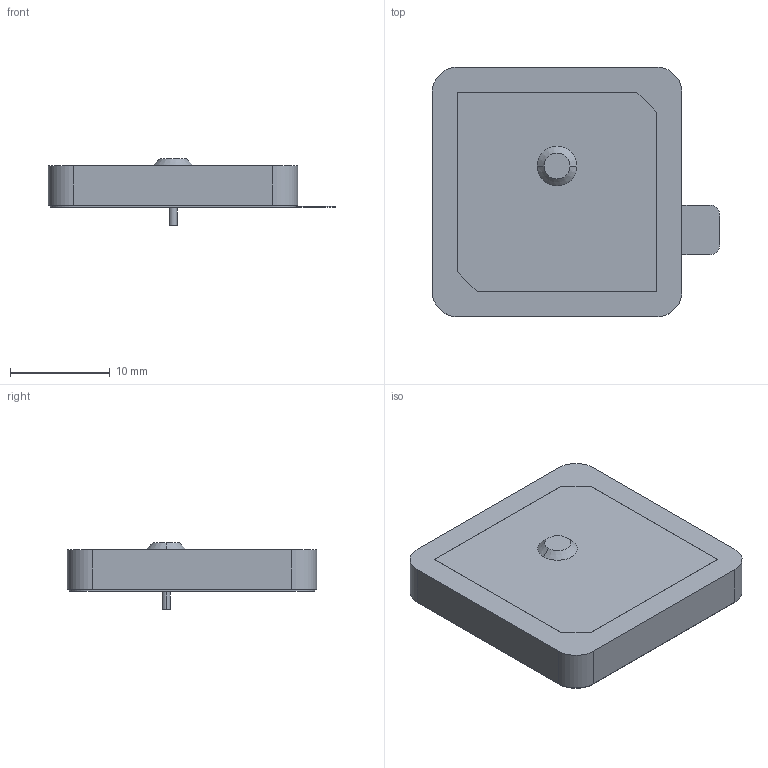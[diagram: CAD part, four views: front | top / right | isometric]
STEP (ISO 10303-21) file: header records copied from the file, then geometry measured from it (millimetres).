
FILE_DESCRIPTION (( 'STEP AP214' ), '1' );
FILE_NAME ('2042860001.stp', '2021-04-22T09:25:57', ( '' ), ( '' ), 'SwSTEP 2.0', 'SolidWorks 2020', '' );
FILE_SCHEMA (( 'AUTOMOTIVE_DESIGN' ));
Length unit declared in the file: metre
Products named in the file (1): 2042860001
Bounding box: 28.8 x 25 x 6.7 mm (x, y, z)
Volume: 2608.2 mm3; surface area: 1699.5 mm2
Topology: 1 solids, 1 shells, 47 faces, 114 edges, 76 vertices
Faces by surface type: plane 27, cylinder 18, cone 2
Entity records: 1543 total; most frequent: DIRECTION 250, CARTESIAN_POINT 238, ORIENTED_EDGE 228, EDGE_CURVE 114, AXIS2_PLACEMENT_3D 88, VERTEX_POINT 76, VECTOR 74, LINE 74
